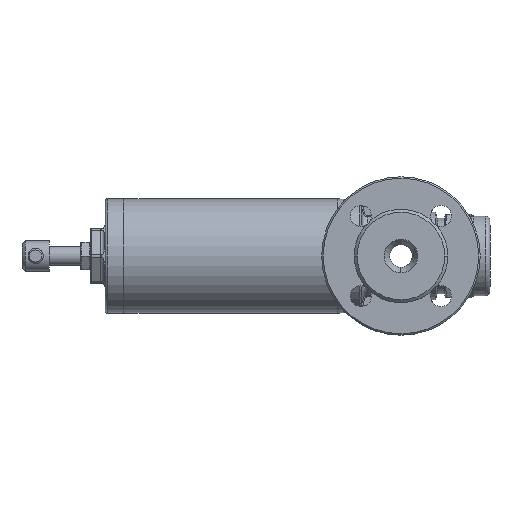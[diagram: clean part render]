
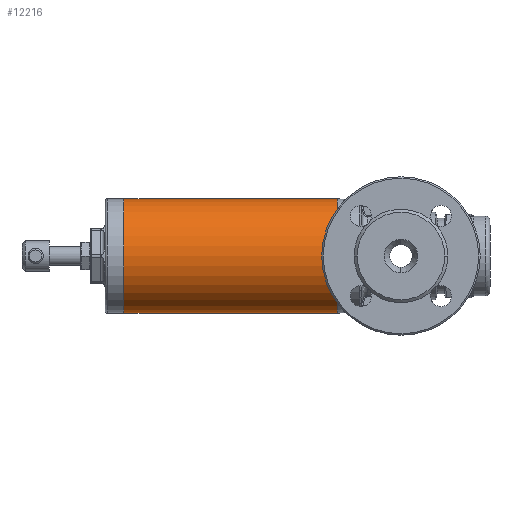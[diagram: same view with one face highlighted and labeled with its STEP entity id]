
A CAD part, left-side view. The second image highlights one B-rep face of the part: STEP entity #12216.
In plain terms, the highlighted cylindrical face has radius 38 mm (diameter 76 mm), a partial arc.
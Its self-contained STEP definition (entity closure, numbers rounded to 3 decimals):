
#694 = DIRECTION ( 'NONE',  ( 0., 1., 0. ) ) ;
#1040 = CARTESIAN_POINT ( 'NONE',  ( 0., 42.1, 38. ) ) ;
#1294 = VECTOR ( 'NONE', #8686, 1000. ) ;
#1414 = VERTEX_POINT ( 'NONE', #1040 ) ;
#1939 = CARTESIAN_POINT ( 'NONE',  ( 0., 42.1, 0. ) ) ;
#2000 = DIRECTION ( 'NONE',  ( 0., 0., -1. ) ) ;
#2862 = ORIENTED_EDGE ( 'NONE', *, *, #5296, .T. ) ;
#4031 = DIRECTION ( 'NONE',  ( 0., -1., 0. ) ) ;
#4712 = LINE ( 'NONE', #8799, #1294 ) ;
#5115 = CARTESIAN_POINT ( 'NONE',  ( 0., 183.5, -38. ) ) ;
#5296 = EDGE_CURVE ( 'NONE', #14287, #6905, #4712, .T. ) ;
#5500 = VECTOR ( 'NONE', #4031, 1000. ) ;
#5555 = CARTESIAN_POINT ( 'NONE',  ( 0., 185., 0. ) ) ;
#6222 = AXIS2_PLACEMENT_3D ( 'NONE', #6447, #15561, #7740 ) ;
#6447 = CARTESIAN_POINT ( 'NONE',  ( 0., 183.5, 0. ) ) ;
#6673 = FACE_OUTER_BOUND ( 'NONE', #16125, .T. ) ;
#6798 = DIRECTION ( 'NONE',  ( 0., 0., 1. ) ) ;
#6899 = EDGE_CURVE ( 'NONE', #15605, #14287, #6916, .T. ) ;
#6905 = VERTEX_POINT ( 'NONE', #8996 ) ;
#6916 = CIRCLE ( 'NONE', #6222, 38. ) ;
#7009 = CARTESIAN_POINT ( 'NONE',  ( 0., 183.5, 38. ) ) ;
#7278 = EDGE_CURVE ( 'NONE', #15605, #1414, #13016, .T. ) ;
#7740 = DIRECTION ( 'NONE',  ( 0., 0., -1. ) ) ;
#8338 = AXIS2_PLACEMENT_3D ( 'NONE', #5555, #11971, #6798 ) ;
#8686 = DIRECTION ( 'NONE',  ( 0., -1., 0. ) ) ;
#8799 = CARTESIAN_POINT ( 'NONE',  ( 0., 185., -38. ) ) ;
#8996 = CARTESIAN_POINT ( 'NONE',  ( 0., 42.1, -38. ) ) ;
#9284 = CIRCLE ( 'NONE', #15693, 38. ) ;
#10327 = CARTESIAN_POINT ( 'NONE',  ( 0., 185., 38. ) ) ;
#11731 = ORIENTED_EDGE ( 'NONE', *, *, #6899, .T. ) ;
#11885 = ORIENTED_EDGE ( 'NONE', *, *, #13674, .T. ) ;
#11971 = DIRECTION ( 'NONE',  ( 0., -1., 0. ) ) ;
#12216 = ADVANCED_FACE ( 'NONE', ( #6673 ), #12378, .T. ) ;
#12378 = CYLINDRICAL_SURFACE ( 'NONE', #8338, 38. ) ;
#13016 = LINE ( 'NONE', #10327, #5500 ) ;
#13674 = EDGE_CURVE ( 'NONE', #6905, #1414, #9284, .T. ) ;
#14287 = VERTEX_POINT ( 'NONE', #5115 ) ;
#15561 = DIRECTION ( 'NONE',  ( 0., -1., 0. ) ) ;
#15605 = VERTEX_POINT ( 'NONE', #7009 ) ;
#15693 = AXIS2_PLACEMENT_3D ( 'NONE', #1939, #694, #2000 ) ;
#16007 = ORIENTED_EDGE ( 'NONE', *, *, #7278, .F. ) ;
#16125 = EDGE_LOOP ( 'NONE', ( #11731, #2862, #11885, #16007 ) ) ;
